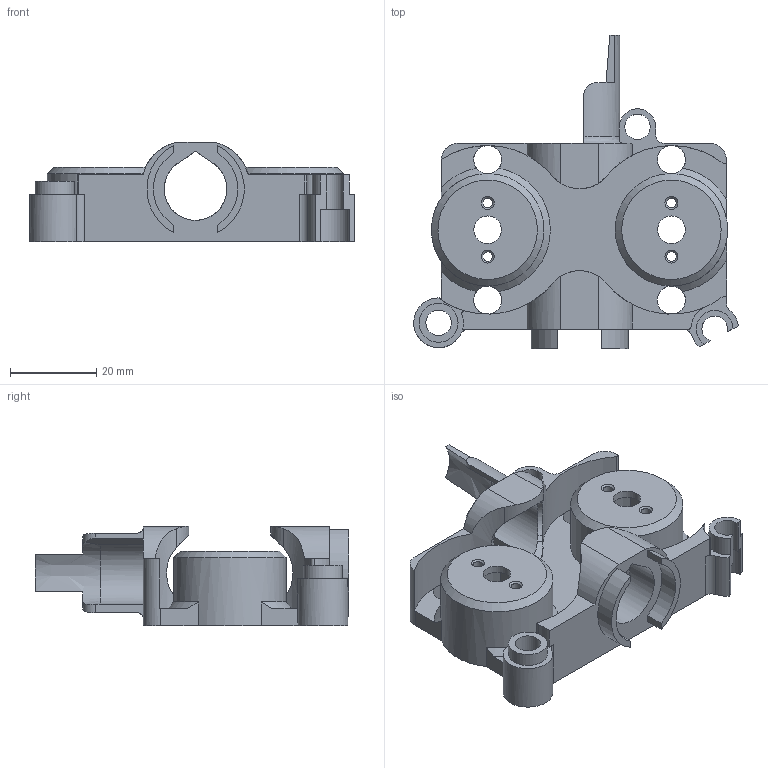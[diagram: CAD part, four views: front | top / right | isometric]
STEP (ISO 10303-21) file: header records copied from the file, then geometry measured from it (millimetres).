
FILE_DESCRIPTION(/* description */ ('','CAx-IF Rec.Pracs.---Representation and Presentation of Product Manufacturing Information (PMI)---4.0---2014-10-13'),/* implementation_level */ '2;1');
FILE_NAME(/* name */ 'RAY 42.5mm v3.4.step',/* time_stamp */ '2024-11-28T16:49:53-08:00',/* author */ (''),/* organization */ (''),/* preprocessor_version */ 'ST-DEVELOPER v20',/* originating_system */ 'Autodesk Translation Framework v13.20.0.188',/* authorisation */ '');
FILE_SCHEMA (('AP242_MANAGED_MODEL_BASED_3D_ENGINEERING_MIM_LF { 1 0 10303 442 1 1 4 }'));
Length unit declared in the file: millimetre
Products named in the file (1): RAY
Bounding box: 75.06 x 72.5 x 23 mm (x, y, z)
Volume: 23310.2 mm3; surface area: 17189.1 mm2
Topology: 1 solids, 1 shells, 492 faces, 1399 edges, 923 vertices
Faces by surface type: bspline 282, plane 128, cylinder 66, cone 16
Full cylindrical faces by diameter (mm): 2.2 x4, 5.85 x1, 5.9 x1, 6.4 x2, 6.5 x4, 9 x2, 26 x2
Entity records: 19408 total; most frequent: CARTESIAN_POINT 8445, ORIENTED_EDGE 2798, EDGE_CURVE 1399, DIRECTION 1369, VERTEX_POINT 923, LINE 619, VECTOR 619, B_SPLINE_CURVE_WITH_KNOTS 608
